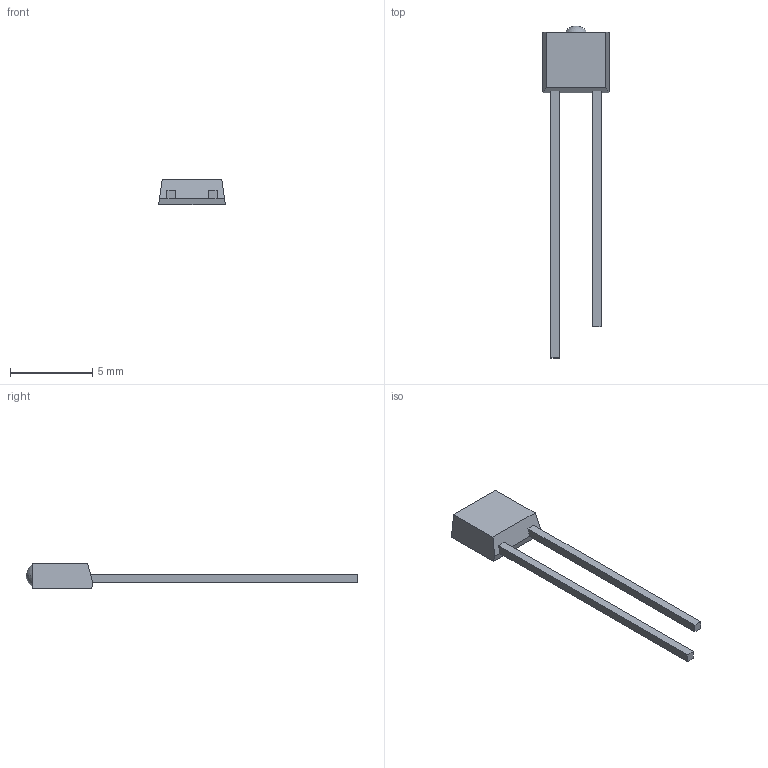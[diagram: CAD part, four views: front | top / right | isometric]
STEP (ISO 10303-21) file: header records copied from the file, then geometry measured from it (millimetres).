
FILE_DESCRIPTION (( 'STEP AP214' ), '1' );
FILE_NAME ('OP169A.STEP', '2018-03-29T14:33:29', ( '' ), ( '' ), 'SwSTEP 2.0', 'SolidWorks 2015', '' );
FILE_SCHEMA (( 'AUTOMOTIVE_DESIGN' ));
Length unit declared in the file: inch
Products named in the file (1): OP169A
Bounding box: 4.06 x 20.19 x 1.57 mm (x, y, z)
Volume: 29.7 mm3; surface area: 112.9 mm2
Topology: 1 solids, 1 shells, 19 faces, 45 edges, 29 vertices
Faces by surface type: plane 17, sphere 2
Entity records: 709 total; most frequent: CARTESIAN_POINT 94, ORIENTED_EDGE 90, DIRECTION 89, EDGE_CURVE 45, VECTOR 41, LINE 41, VERTEX_POINT 29, AXIS2_PLACEMENT_3D 24
